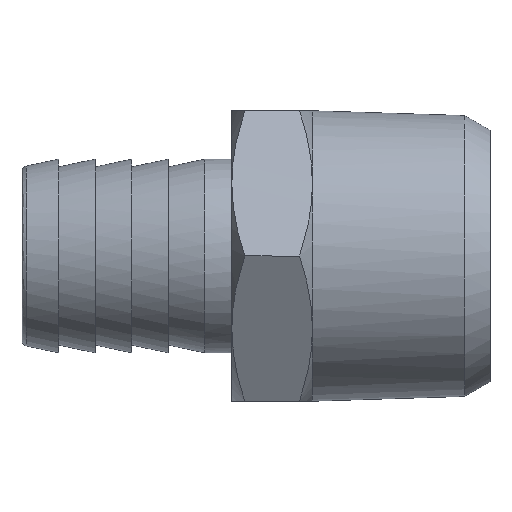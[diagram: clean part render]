
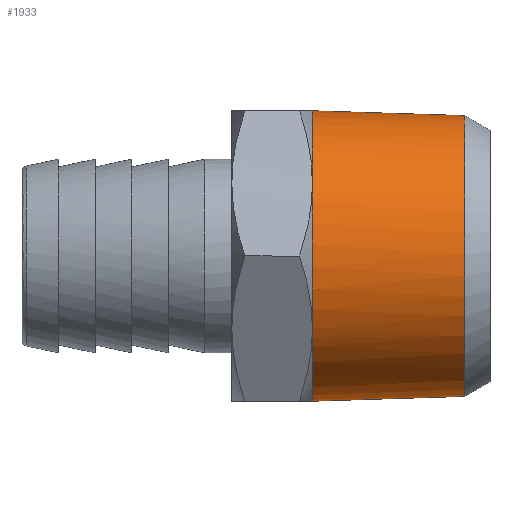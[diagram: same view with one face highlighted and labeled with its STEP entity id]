
A CAD part, left-side view. The second image highlights one B-rep face of the part: STEP entity #1933.
In plain terms, the highlighted free-form (B-spline) face has degree [1, 3] with [2, 4] control points.
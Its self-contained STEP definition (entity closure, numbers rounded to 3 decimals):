
#28 = CARTESIAN_POINT ( 'NONE',  ( 0., 2.338, 13.05 ) ) ;
#58 = CARTESIAN_POINT ( 'NONE',  ( -26.1, 2.338, -13.05 ) ) ;
#60 = CARTESIAN_POINT ( 'NONE',  ( -11.688, 16.5, -6.748 ) ) ;
#117 = EDGE_CURVE ( 'NONE', #1172, #2821, #984, .T. ) ;
#138 = CARTESIAN_POINT ( 'NONE',  ( -11.688, 16.5, 6.748 ) ) ;
#186 = VERTEX_POINT ( 'NONE', #2707 ) ;
#210 = CARTESIAN_POINT ( 'NONE',  ( 0., 16.5, -13.496 ) ) ;
#214 =( BOUNDED_CURVE ( )  B_SPLINE_CURVE ( 3, ( #2128, #1252, #1467, #138 ),
 .UNSPECIFIED., .F., .F. ) 
 B_SPLINE_CURVE_WITH_KNOTS ( ( 4, 4 ),
 ( -1.047, 0. ),
 .UNSPECIFIED. ) 
 CURVE ( )  GEOMETRIC_REPRESENTATION_ITEM ( )  RATIONAL_B_SPLINE_CURVE ( ( 1., 0.911, 0.911, 1. ) ) 
 REPRESENTATION_ITEM ( '' )  );
#278 = CARTESIAN_POINT ( 'NONE',  ( -26.1, 2.338, -13.05 ) ) ;
#287 = CARTESIAN_POINT ( 'NONE',  ( -26.1, 2.338, 13.05 ) ) ;
#300 = CARTESIAN_POINT ( 'NONE',  ( 0., 2.338, 13.05 ) ) ;
#392 = VERTEX_POINT ( 'NONE', #423 ) ;
#423 = CARTESIAN_POINT ( 'NONE',  ( -11.688, 16.5, 6.748 ) ) ;
#498 = CARTESIAN_POINT ( 'NONE',  ( 0., 2.338, 13.05 ) ) ;
#500 = VERTEX_POINT ( 'NONE', #1502 ) ;
#520 = EDGE_CURVE ( 'NONE', #2821, #186, #2002, .T. ) ;
#527 = ORIENTED_EDGE ( 'NONE', *, *, #2065, .T. ) ;
#635 = B_SPLINE_CURVE_WITH_KNOTS ( 'NONE', 1,
 ( #828, #1067 ),
 .UNSPECIFIED., .F., .F.,
 ( 2, 2 ),
 ( -1., 0. ),
 .UNSPECIFIED. ) ;
#718 = CARTESIAN_POINT ( 'NONE',  ( -26.985, 16.5, -13.493 ) ) ;
#802 = CARTESIAN_POINT ( 'NONE',  ( -26.985, 16.5, 13.493 ) ) ;
#828 = CARTESIAN_POINT ( 'NONE',  ( 0., 16.5, -13.496 ) ) ;
#893 = CARTESIAN_POINT ( 'NONE',  ( 0., 16.5, 13.496 ) ) ;
#949 = CARTESIAN_POINT ( 'NONE',  ( -4.941, 16.5, -13.5 ) ) ;
#963 = ORIENTED_EDGE ( 'NONE', *, *, #2337, .F. ) ;
#984 =( BOUNDED_CURVE ( )  B_SPLINE_CURVE ( 3, ( #1165, #58, #287, #300 ),
 .UNSPECIFIED., .F., .T. ) 
 B_SPLINE_CURVE_WITH_KNOTS ( ( 4, 4 ),
 ( -3.142, 0. ),
 .UNSPECIFIED. ) 
 CURVE ( )  GEOMETRIC_REPRESENTATION_ITEM ( )  RATIONAL_B_SPLINE_CURVE ( ( 1., 0.333, 0.333, 1. ) ) 
 REPRESENTATION_ITEM ( '' )  );
#1005 = CARTESIAN_POINT ( 'NONE',  ( 0., 16.5, -13.496 ) ) ;
#1009 = FACE_OUTER_BOUND ( 'NONE', #1096, .T. ) ;
#1067 = CARTESIAN_POINT ( 'NONE',  ( 0., 2.338, -13.05 ) ) ;
#1096 = EDGE_LOOP ( 'NONE', ( #2010, #2042, #2225, #963, #2815, #527 ) ) ;
#1165 = CARTESIAN_POINT ( 'NONE',  ( 0., 2.338, -13.05 ) ) ;
#1172 = VERTEX_POINT ( 'NONE', #1693 ) ;
#1175 = CARTESIAN_POINT ( 'NONE',  ( -9.221, 16.5, -11.029 ) ) ;
#1252 = CARTESIAN_POINT ( 'NONE',  ( -14.162, 16.5, -2.471 ) ) ;
#1402 =( BOUNDED_SURFACE ( )  B_SPLINE_SURFACE ( 1, 3, ( 
 ( #1590, #278, #1819, #498 ),
 ( #2033, #718, #802, #2732 ) ),
 .UNSPECIFIED., .F., .F., .F. ) 
 B_SPLINE_SURFACE_WITH_KNOTS ( ( 2, 2 ),
 ( 4, 4 ),
 ( 0., 1. ),
 ( 0., 1. ),
 .UNSPECIFIED. ) 
 GEOMETRIC_REPRESENTATION_ITEM ( )  RATIONAL_B_SPLINE_SURFACE ( (
 ( 1., 0.333, 0.333, 1.),
 ( 1., 0.333, 0.333, 1.) ) ) 
 REPRESENTATION_ITEM ( '' )  SURFACE ( )  );
#1467 = CARTESIAN_POINT ( 'NONE',  ( -14.162, 16.5, 2.471 ) ) ;
#1502 = CARTESIAN_POINT ( 'NONE',  ( -11.688, 16.5, -6.748 ) ) ;
#1560 = VERTEX_POINT ( 'NONE', #1005 ) ;
#1590 = CARTESIAN_POINT ( 'NONE',  ( 0., 2.338, -13.05 ) ) ;
#1595 =( BOUNDED_CURVE ( )  B_SPLINE_CURVE ( 3, ( #2230, #2449, #1813, #1994 ),
 .UNSPECIFIED., .F., .F. ) 
 B_SPLINE_CURVE_WITH_KNOTS ( ( 4, 4 ),
 ( -1.047, 0. ),
 .UNSPECIFIED. ) 
 CURVE ( )  GEOMETRIC_REPRESENTATION_ITEM ( )  RATIONAL_B_SPLINE_CURVE ( ( 1., 0.911, 0.911, 1. ) ) 
 REPRESENTATION_ITEM ( '' )  );
#1693 = CARTESIAN_POINT ( 'NONE',  ( 0., 2.338, -13.05 ) ) ;
#1813 = CARTESIAN_POINT ( 'NONE',  ( -4.941, 16.5, 13.5 ) ) ;
#1819 = CARTESIAN_POINT ( 'NONE',  ( -26.1, 2.338, 13.05 ) ) ;
#1897 = EDGE_CURVE ( 'NONE', #1560, #500, #1932, .T. ) ;
#1932 =( BOUNDED_CURVE ( )  B_SPLINE_CURVE ( 3, ( #210, #949, #1175, #60 ),
 .UNSPECIFIED., .F., .T. ) 
 B_SPLINE_CURVE_WITH_KNOTS ( ( 4, 4 ),
 ( -1.047, 0. ),
 .UNSPECIFIED. ) 
 CURVE ( )  GEOMETRIC_REPRESENTATION_ITEM ( )  RATIONAL_B_SPLINE_CURVE ( ( 1., 0.911, 0.911, 1. ) ) 
 REPRESENTATION_ITEM ( '' )  );
#1933 = ADVANCED_FACE ( 'NONE', ( #1009 ), #1402, .F. ) ;
#1994 = CARTESIAN_POINT ( 'NONE',  ( 0., 16.5, 13.496 ) ) ;
#2002 = B_SPLINE_CURVE_WITH_KNOTS ( 'NONE', 1,
 ( #28, #893 ),
 .UNSPECIFIED., .F., .F.,
 ( 2, 2 ),
 ( -1., 0. ),
 .UNSPECIFIED. ) ;
#2010 = ORIENTED_EDGE ( 'NONE', *, *, #117, .T. ) ;
#2033 = CARTESIAN_POINT ( 'NONE',  ( 0., 16.5, -13.493 ) ) ;
#2042 = ORIENTED_EDGE ( 'NONE', *, *, #520, .T. ) ;
#2065 = EDGE_CURVE ( 'NONE', #1560, #1172, #635, .T. ) ;
#2128 = CARTESIAN_POINT ( 'NONE',  ( -11.688, 16.5, -6.748 ) ) ;
#2225 = ORIENTED_EDGE ( 'NONE', *, *, #2687, .F. ) ;
#2230 = CARTESIAN_POINT ( 'NONE',  ( -11.688, 16.5, 6.748 ) ) ;
#2337 = EDGE_CURVE ( 'NONE', #500, #392, #214, .T. ) ;
#2449 = CARTESIAN_POINT ( 'NONE',  ( -9.221, 16.5, 11.029 ) ) ;
#2682 = CARTESIAN_POINT ( 'NONE',  ( 0., 2.338, 13.05 ) ) ;
#2687 = EDGE_CURVE ( 'NONE', #392, #186, #1595, .T. ) ;
#2707 = CARTESIAN_POINT ( 'NONE',  ( 0., 16.5, 13.496 ) ) ;
#2732 = CARTESIAN_POINT ( 'NONE',  ( 0., 16.5, 13.493 ) ) ;
#2815 = ORIENTED_EDGE ( 'NONE', *, *, #1897, .F. ) ;
#2821 = VERTEX_POINT ( 'NONE', #2682 ) ;
